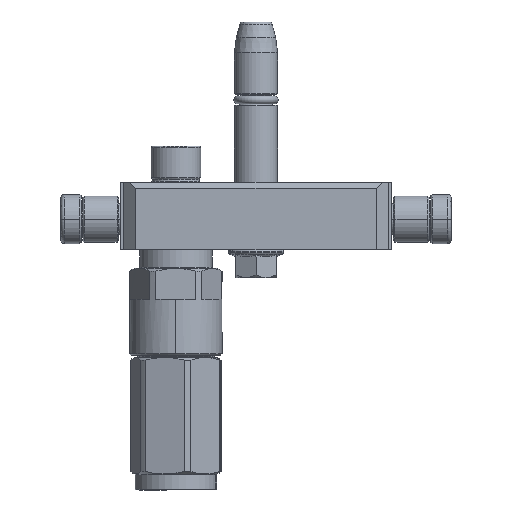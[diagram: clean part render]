
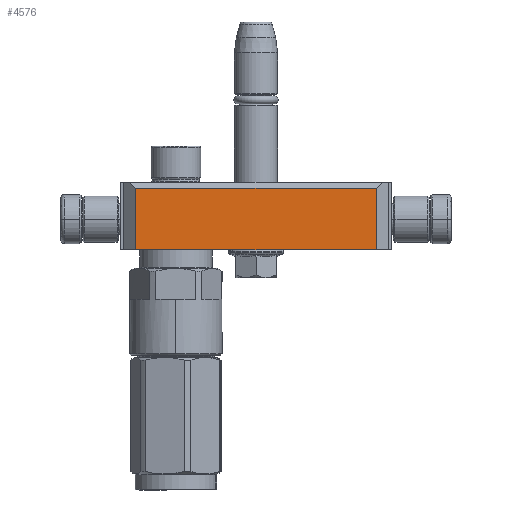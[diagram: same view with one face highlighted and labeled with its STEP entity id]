
A CAD part, left-side view. The second image highlights one B-rep face of the part: STEP entity #4576.
In plain terms, the highlighted planar face has unit normal (-1, 0, 0).
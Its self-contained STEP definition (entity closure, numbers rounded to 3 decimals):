
#35 = PLANE ( 'NONE',  #25955 ) ;
#3374 = CARTESIAN_POINT ( 'NONE',  ( -40., -39., 2. ) ) ;
#4576 = ADVANCED_FACE ( 'NONE', ( #38103 ), #35, .T. ) ;
#7619 = VERTEX_POINT ( 'NONE', #3374 ) ;
#8086 = ORIENTED_EDGE ( 'NONE', *, *, #12859, .T. ) ;
#9527 = VERTEX_POINT ( 'NONE', #16521 ) ;
#9573 = CARTESIAN_POINT ( 'NONE',  ( -40., -39., 22. ) ) ;
#9613 = EDGE_CURVE ( 'NONE', #46067, #9527, #10501, .T. ) ;
#10501 = LINE ( 'NONE', #41630, #23643 ) ;
#11155 = VECTOR ( 'NONE', #18403, 1000. ) ;
#12859 = EDGE_CURVE ( 'NONE', #46067, #21764, #32535, .T. ) ;
#14043 = DIRECTION ( 'NONE',  ( 0., -1., 0. ) ) ;
#14278 = CARTESIAN_POINT ( 'NONE',  ( -40., -39., 2. ) ) ;
#15414 = EDGE_LOOP ( 'NONE', ( #44064, #8086, #35097, #22120 ) ) ;
#16521 = CARTESIAN_POINT ( 'NONE',  ( -40., -39., 22. ) ) ;
#17701 = CARTESIAN_POINT ( 'NONE',  ( -40., 44., 0. ) ) ;
#18320 = DIRECTION ( 'NONE',  ( -1., 0., 0. ) ) ;
#18403 = DIRECTION ( 'NONE',  ( 0., 1., 0. ) ) ;
#20990 = CARTESIAN_POINT ( 'NONE',  ( -40., 39., 2. ) ) ;
#21764 = VERTEX_POINT ( 'NONE', #20990 ) ;
#22120 = ORIENTED_EDGE ( 'NONE', *, *, #40681, .F. ) ;
#23517 = DIRECTION ( 'NONE',  ( 0., -1., 0. ) ) ;
#23643 = VECTOR ( 'NONE', #23517, 1000. ) ;
#25386 = LINE ( 'NONE', #14278, #11155 ) ;
#25901 = EDGE_CURVE ( 'NONE', #7619, #21764, #25386, .T. ) ;
#25955 = AXIS2_PLACEMENT_3D ( 'NONE', #17701, #18320, #14043 ) ;
#27193 = DIRECTION ( 'NONE',  ( 0., 0., -1. ) ) ;
#28780 = CARTESIAN_POINT ( 'NONE',  ( -40., 39., 22. ) ) ;
#32535 = LINE ( 'NONE', #28780, #46724 ) ;
#35097 = ORIENTED_EDGE ( 'NONE', *, *, #25901, .F. ) ;
#36781 = CARTESIAN_POINT ( 'NONE',  ( -40., 39., 22. ) ) ;
#38103 = FACE_OUTER_BOUND ( 'NONE', #15414, .T. ) ;
#40657 = VECTOR ( 'NONE', #27193, 1000. ) ;
#40681 = EDGE_CURVE ( 'NONE', #9527, #7619, #45167, .T. ) ;
#41630 = CARTESIAN_POINT ( 'NONE',  ( -40., 39., 22. ) ) ;
#44064 = ORIENTED_EDGE ( 'NONE', *, *, #9613, .F. ) ;
#45167 = LINE ( 'NONE', #9573, #40657 ) ;
#46067 = VERTEX_POINT ( 'NONE', #36781 ) ;
#46451 = DIRECTION ( 'NONE',  ( 0., 0., -1. ) ) ;
#46724 = VECTOR ( 'NONE', #46451, 1000. ) ;
